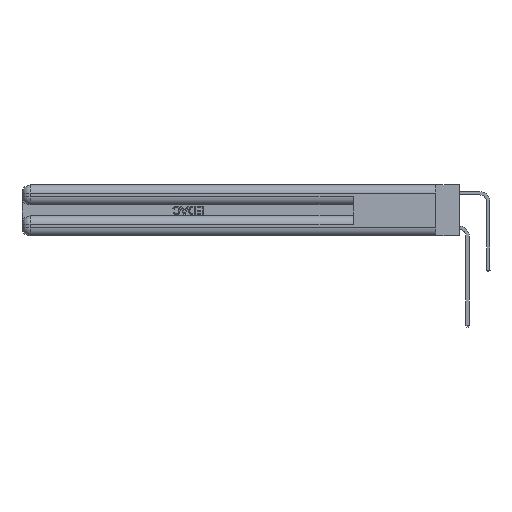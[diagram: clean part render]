
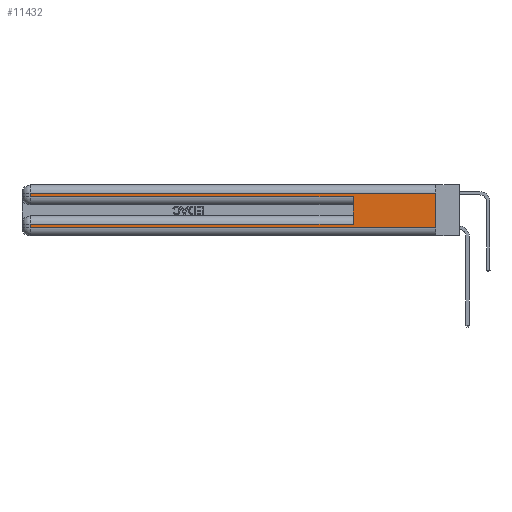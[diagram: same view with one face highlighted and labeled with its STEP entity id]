
A CAD part, left-side view. The second image highlights one B-rep face of the part: STEP entity #11432.
In plain terms, the highlighted planar face has unit normal (-1, 0, 0).
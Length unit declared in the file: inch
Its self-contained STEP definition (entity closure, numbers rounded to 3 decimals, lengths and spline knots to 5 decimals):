
#1180 = ORIENTED_EDGE ( 'NONE', *, *, #18483, .T. ) ;
#1665 = CARTESIAN_POINT ( 'NONE',  ( 0., 0.6, 0.085 ) ) ;
#2247 = CARTESIAN_POINT ( 'NONE',  ( 0., 0., 0.37 ) ) ;
#2430 = DIRECTION ( 'NONE',  ( 1., 0., 0. ) ) ;
#2530 = CARTESIAN_POINT ( 'NONE',  ( 0., 2.94, 0.085 ) ) ;
#3295 = DIRECTION ( 'NONE',  ( 0., -1., 0. ) ) ;
#3363 = LINE ( 'NONE', #28362, #30896 ) ;
#4889 = VECTOR ( 'NONE', #34420, 39.37008 ) ;
#5293 = LINE ( 'NONE', #10872, #30681 ) ;
#5581 = CARTESIAN_POINT ( 'NONE',  ( 0., 0., 0.37 ) ) ;
#5614 = CARTESIAN_POINT ( 'NONE',  ( 0., 0., 0.06 ) ) ;
#6648 = CARTESIAN_POINT ( 'NONE',  ( 0., 2.94, 0.06 ) ) ;
#6881 = LINE ( 'NONE', #35514, #29965 ) ;
#7182 = VERTEX_POINT ( 'NONE', #27592 ) ;
#7525 = EDGE_CURVE ( 'NONE', #17534, #12032, #34768, .T. ) ;
#7696 = VERTEX_POINT ( 'NONE', #2530 ) ;
#8117 = EDGE_CURVE ( 'NONE', #20296, #7182, #26315, .T. ) ;
#9129 = DIRECTION ( 'NONE',  ( 0., -1., 0. ) ) ;
#9132 = ORIENTED_EDGE ( 'NONE', *, *, #9325, .T. ) ;
#9325 = EDGE_CURVE ( 'NONE', #7696, #28970, #5293, .T. ) ;
#9612 = VECTOR ( 'NONE', #18632, 39.37008 ) ;
#10220 = DIRECTION ( 'NONE',  ( 0., 0., 1. ) ) ;
#10246 = EDGE_CURVE ( 'NONE', #17534, #31733, #17395, .T. ) ;
#10329 = LINE ( 'NONE', #15116, #9612 ) ;
#10840 = ORIENTED_EDGE ( 'NONE', *, *, #8117, .F. ) ;
#10872 = CARTESIAN_POINT ( 'NONE',  ( 0., 2.94, 0.37 ) ) ;
#11432 = ADVANCED_FACE ( 'NONE', ( #16309 ), #30922, .F. ) ;
#11626 = ORIENTED_EDGE ( 'NONE', *, *, #7525, .T. ) ;
#12032 = VERTEX_POINT ( 'NONE', #28835 ) ;
#12056 = CARTESIAN_POINT ( 'NONE',  ( 0., 0., 0.31 ) ) ;
#12304 = ORIENTED_EDGE ( 'NONE', *, *, #36141, .T. ) ;
#12552 = VECTOR ( 'NONE', #3295, 39.37008 ) ;
#12586 = EDGE_LOOP ( 'NONE', ( #15492, #11626, #31575, #12304, #10840, #29685, #9132, #1180 ) ) ;
#13527 = EDGE_CURVE ( 'NONE', #20296, #7696, #6881, .T. ) ;
#15116 = CARTESIAN_POINT ( 'NONE',  ( 0., 2.94, 0.37 ) ) ;
#15492 = ORIENTED_EDGE ( 'NONE', *, *, #10246, .F. ) ;
#16309 = FACE_OUTER_BOUND ( 'NONE', #12586, .T. ) ;
#17395 = LINE ( 'NONE', #5581, #28182 ) ;
#17534 = VERTEX_POINT ( 'NONE', #19168 ) ;
#18483 = EDGE_CURVE ( 'NONE', #28970, #31733, #28651, .T. ) ;
#18532 = EDGE_CURVE ( 'NONE', #12032, #33235, #10329, .T. ) ;
#18632 = DIRECTION ( 'NONE',  ( 0., 0., -1. ) ) ;
#19168 = CARTESIAN_POINT ( 'NONE',  ( 0., 0., 0.31 ) ) ;
#20296 = VERTEX_POINT ( 'NONE', #1665 ) ;
#21288 = DIRECTION ( 'NONE',  ( 0., 1., 0. ) ) ;
#21322 = CARTESIAN_POINT ( 'NONE',  ( 0., 2.94, 0.285 ) ) ;
#22122 = DIRECTION ( 'NONE',  ( 0., 0., -1. ) ) ;
#23445 = CARTESIAN_POINT ( 'NONE',  ( 0., 0., 0.06 ) ) ;
#25331 = VECTOR ( 'NONE', #10220, 39.37008 ) ;
#26315 = LINE ( 'NONE', #35161, #25331 ) ;
#27592 = CARTESIAN_POINT ( 'NONE',  ( 0., 0.6, 0.285 ) ) ;
#27967 = DIRECTION ( 'NONE',  ( 0., 0., -1. ) ) ;
#28182 = VECTOR ( 'NONE', #28689, 39.37008 ) ;
#28362 = CARTESIAN_POINT ( 'NONE',  ( 0., 0., 0.285 ) ) ;
#28651 = LINE ( 'NONE', #23445, #12552 ) ;
#28689 = DIRECTION ( 'NONE',  ( 0., 0., -1. ) ) ;
#28835 = CARTESIAN_POINT ( 'NONE',  ( 0., 2.94, 0.31 ) ) ;
#28970 = VERTEX_POINT ( 'NONE', #6648 ) ;
#29685 = ORIENTED_EDGE ( 'NONE', *, *, #13527, .T. ) ;
#29965 = VECTOR ( 'NONE', #21288, 39.37008 ) ;
#30576 = AXIS2_PLACEMENT_3D ( 'NONE', #2247, #2430, #27967 ) ;
#30681 = VECTOR ( 'NONE', #22122, 39.37008 ) ;
#30896 = VECTOR ( 'NONE', #9129, 39.37008 ) ;
#30922 = PLANE ( 'NONE',  #30576 ) ;
#31575 = ORIENTED_EDGE ( 'NONE', *, *, #18532, .T. ) ;
#31733 = VERTEX_POINT ( 'NONE', #5614 ) ;
#33235 = VERTEX_POINT ( 'NONE', #21322 ) ;
#34420 = DIRECTION ( 'NONE',  ( 0., 1., 0. ) ) ;
#34768 = LINE ( 'NONE', #12056, #4889 ) ;
#35161 = CARTESIAN_POINT ( 'NONE',  ( 0., 0.6, 0.145 ) ) ;
#35514 = CARTESIAN_POINT ( 'NONE',  ( 0., 0., 0.085 ) ) ;
#36141 = EDGE_CURVE ( 'NONE', #33235, #7182, #3363, .T. ) ;
